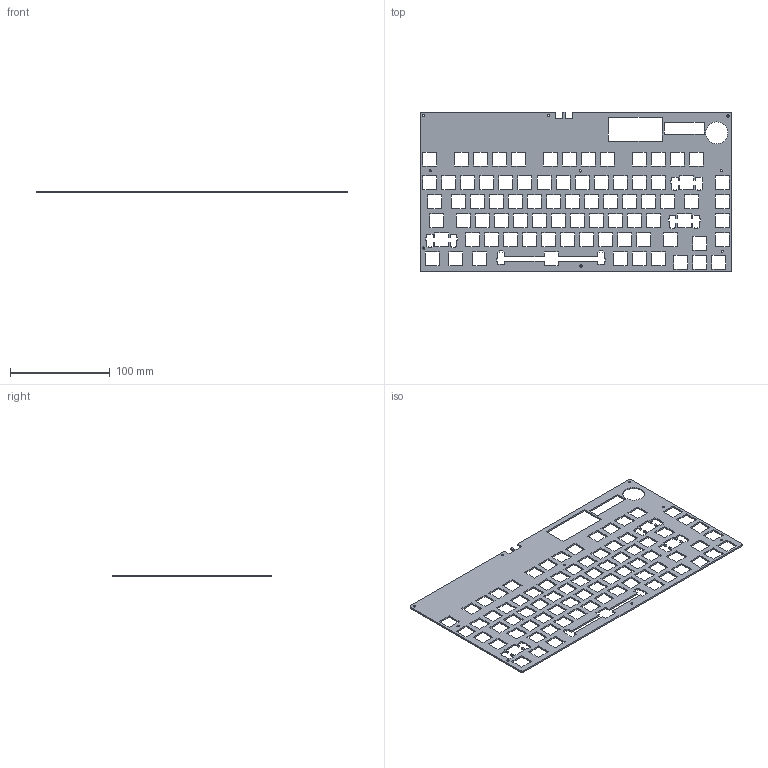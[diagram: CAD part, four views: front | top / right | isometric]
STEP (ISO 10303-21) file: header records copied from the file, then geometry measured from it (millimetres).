
FILE_DESCRIPTION(('KiCad electronic assembly'),'2;1');
FILE_NAME('ACRYLIC-TOP.step','2022-07-11T21:56:53',('Pcbnew'),('Kicad'), 'Open CASCADE STEP processor 7.5','KiCad to STEP converter','Unknown' );
FILE_SCHEMA(('AUTOMOTIVE_DESIGN { 1 0 10303 214 1 1 1 1 }'));
Length unit declared in the file: millimetre
Products named in the file (2): ACRYLIC-TOP 1; ACRYLIC-TOP PCB
Assembly tree (1 placements, depth 2):
  ACRYLIC-TOP 1
    ACRYLIC-TOP PCB
Bounding box: 312.07 x 160 x 1.6 mm (x, y, z)
Volume: 49034.3 mm3; surface area: 71425.5 mm2
Topology: 1 solids, 1 shells, 488 faces, 1458 edges, 972 vertices
Faces by surface type: plane 474, cylinder 14
Full cylindrical faces by diameter (mm): 2.2 x9, 22 x1
Entity records: 35547 total; most frequent: CARTESIAN_POINT 6004, DIRECTION 5354, LINE 4318, VECTOR 4318, ORIENTED_EDGE 2916, PCURVE 2916, DEFINITIONAL_REPRESENTATION 2916, EDGE_CURVE 1458
